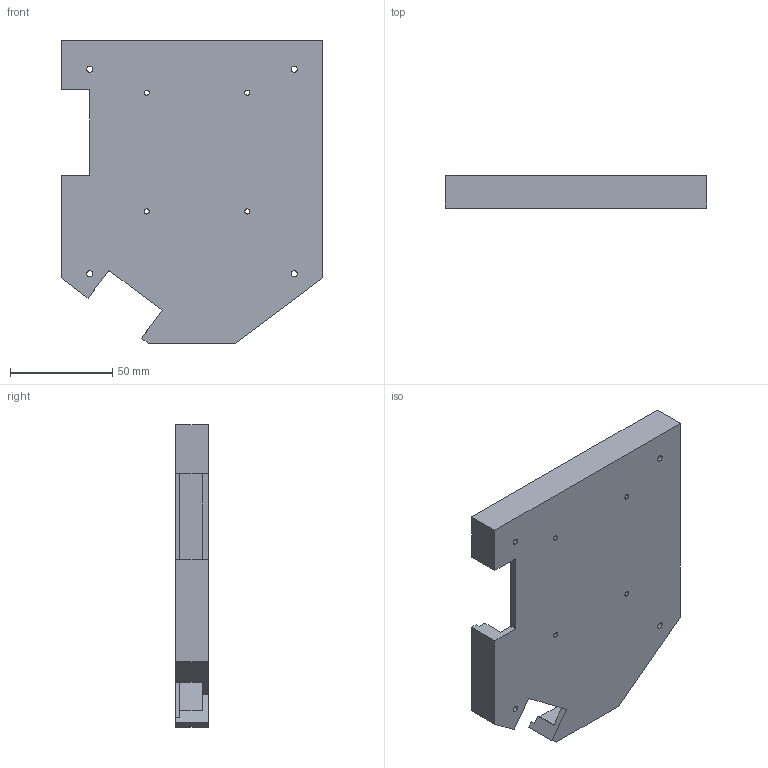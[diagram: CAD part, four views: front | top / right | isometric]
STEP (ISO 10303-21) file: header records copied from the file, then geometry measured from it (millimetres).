
FILE_DESCRIPTION (( 'STEP AP214' ), '1' );
FILE_NAME ('ddi_backplate.STEP', '2025-07-06T01:42:37', ( '' ), ( '' ), 'SwSTEP 2.0', 'SolidWorks 2025', '' );
FILE_SCHEMA (( 'AUTOMOTIVE_DESIGN' ));
Length unit declared in the file: millimetre
Products named in the file (1): ddi_backplate
Bounding box: 128 x 16 x 148 mm (x, y, z)
Volume: 84558.3 mm3; surface area: 46943 mm2
Topology: 1 solids, 1 shells, 66 faces, 186 edges, 124 vertices
Faces by surface type: plane 40, cylinder 26
Entity records: 2197 total; most frequent: CARTESIAN_POINT 377, ORIENTED_EDGE 372, DIRECTION 372, EDGE_CURVE 186, LINE 134, VECTOR 134, VERTEX_POINT 124, AXIS2_PLACEMENT_3D 119
